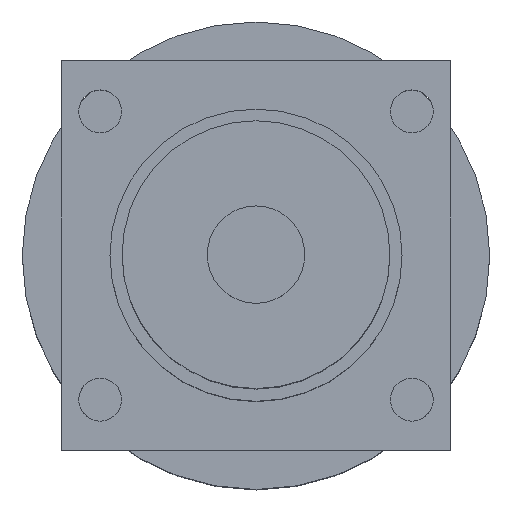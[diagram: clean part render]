
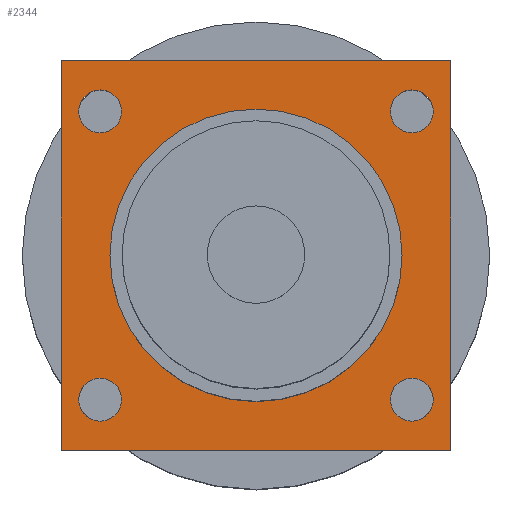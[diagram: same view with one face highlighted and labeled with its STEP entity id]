
A CAD part, top view. The second image highlights one B-rep face of the part: STEP entity #2344.
In plain terms, the highlighted planar face has unit normal (0, 0, 1).
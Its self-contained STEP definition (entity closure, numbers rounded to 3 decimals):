
#41=PLANE('',#2515);
#119=FACE_BOUND('',#468,.T.);
#120=FACE_BOUND('',#469,.T.);
#121=FACE_BOUND('',#470,.T.);
#122=FACE_BOUND('',#471,.T.);
#123=FACE_BOUND('',#472,.T.);
#193=CIRCLE('',#2495,15.);
#199=CIRCLE('',#2504,2.2);
#200=CIRCLE('',#2506,2.2);
#201=CIRCLE('',#2508,2.2);
#202=CIRCLE('',#2510,2.2);
#327=FACE_OUTER_BOUND('',#467,.T.);
#467=EDGE_LOOP('',(#1675,#1676,#1677,#1678));
#468=EDGE_LOOP('',(#1679));
#469=EDGE_LOOP('',(#1680));
#470=EDGE_LOOP('',(#1681));
#471=EDGE_LOOP('',(#1682));
#472=EDGE_LOOP('',(#1683));
#662=LINE('',#3568,#831);
#664=LINE('',#3572,#833);
#666=LINE('',#3576,#835);
#668=LINE('',#3579,#837);
#831=VECTOR('',#2814,10.);
#833=VECTOR('',#2818,10.);
#835=VECTOR('',#2822,10.);
#837=VECTOR('',#2826,10.);
#1043=VERTEX_POINT('',#3525);
#1053=VERTEX_POINT('',#3549);
#1054=VERTEX_POINT('',#3553);
#1055=VERTEX_POINT('',#3557);
#1056=VERTEX_POINT('',#3561);
#1057=VERTEX_POINT('',#3565);
#1058=VERTEX_POINT('',#3567);
#1059=VERTEX_POINT('',#3571);
#1060=VERTEX_POINT('',#3575);
#1280=EDGE_CURVE('',#1043,#1043,#193,.T.);
#1290=EDGE_CURVE('',#1053,#1053,#199,.T.);
#1292=EDGE_CURVE('',#1054,#1054,#200,.T.);
#1294=EDGE_CURVE('',#1055,#1055,#201,.T.);
#1296=EDGE_CURVE('',#1056,#1056,#202,.T.);
#1299=EDGE_CURVE('',#1058,#1057,#662,.T.);
#1301=EDGE_CURVE('',#1059,#1058,#664,.T.);
#1303=EDGE_CURVE('',#1060,#1059,#666,.T.);
#1305=EDGE_CURVE('',#1057,#1060,#668,.T.);
#1675=ORIENTED_EDGE('',*,*,#1305,.T.);
#1676=ORIENTED_EDGE('',*,*,#1303,.T.);
#1677=ORIENTED_EDGE('',*,*,#1301,.T.);
#1678=ORIENTED_EDGE('',*,*,#1299,.T.);
#1679=ORIENTED_EDGE('',*,*,#1280,.T.);
#1680=ORIENTED_EDGE('',*,*,#1296,.T.);
#1681=ORIENTED_EDGE('',*,*,#1294,.T.);
#1682=ORIENTED_EDGE('',*,*,#1292,.T.);
#1683=ORIENTED_EDGE('',*,*,#1290,.T.);
#2344=ADVANCED_FACE('',(#327,#119,#120,#121,#122,#123),#41,.T.);
#2495=AXIS2_PLACEMENT_3D('',#3527,#2771,#2772);
#2504=AXIS2_PLACEMENT_3D('',#3550,#2793,#2794);
#2506=AXIS2_PLACEMENT_3D('',#3554,#2798,#2799);
#2508=AXIS2_PLACEMENT_3D('',#3558,#2803,#2804);
#2510=AXIS2_PLACEMENT_3D('',#3562,#2808,#2809);
#2515=AXIS2_PLACEMENT_3D('',#3580,#2827,#2828);
#2771=DIRECTION('center_axis',(0.,0.,-1.));
#2772=DIRECTION('ref_axis',(1.,0.,0.));
#2793=DIRECTION('center_axis',(0.,0.,-1.));
#2794=DIRECTION('ref_axis',(1.,0.,0.));
#2798=DIRECTION('center_axis',(0.,0.,-1.));
#2799=DIRECTION('ref_axis',(1.,0.,0.));
#2803=DIRECTION('center_axis',(0.,0.,-1.));
#2804=DIRECTION('ref_axis',(1.,0.,0.));
#2808=DIRECTION('center_axis',(0.,0.,-1.));
#2809=DIRECTION('ref_axis',(1.,0.,0.));
#2814=DIRECTION('',(0.,-1.,0.));
#2818=DIRECTION('',(-1.,0.,0.));
#2822=DIRECTION('',(0.,1.,0.));
#2826=DIRECTION('',(1.,0.,0.));
#2827=DIRECTION('center_axis',(0.,0.,1.));
#2828=DIRECTION('ref_axis',(1.,0.,0.));
#3525=CARTESIAN_POINT('',(-15.,0.,38.25));
#3527=CARTESIAN_POINT('Origin',(0.,0.,38.25));
#3549=CARTESIAN_POINT('',(13.8,14.8,38.25));
#3550=CARTESIAN_POINT('Origin',(16.,14.8,38.25));
#3553=CARTESIAN_POINT('',(-18.2,-14.8,38.25));
#3554=CARTESIAN_POINT('Origin',(-16.,-14.8,38.25));
#3557=CARTESIAN_POINT('',(13.8,-14.8,38.25));
#3558=CARTESIAN_POINT('Origin',(16.,-14.8,38.25));
#3561=CARTESIAN_POINT('',(-18.2,14.8,38.25));
#3562=CARTESIAN_POINT('Origin',(-16.,14.8,38.25));
#3565=CARTESIAN_POINT('',(-20.,-20.,38.25));
#3567=CARTESIAN_POINT('',(-20.,20.,38.25));
#3568=CARTESIAN_POINT('',(-20.,10.,38.25));
#3571=CARTESIAN_POINT('',(20.,20.,38.25));
#3572=CARTESIAN_POINT('',(10.,20.,38.25));
#3575=CARTESIAN_POINT('',(20.,-20.,38.25));
#3576=CARTESIAN_POINT('',(20.,-10.,38.25));
#3579=CARTESIAN_POINT('',(-10.,-20.,38.25));
#3580=CARTESIAN_POINT('Origin',(0.,0.,38.25));
